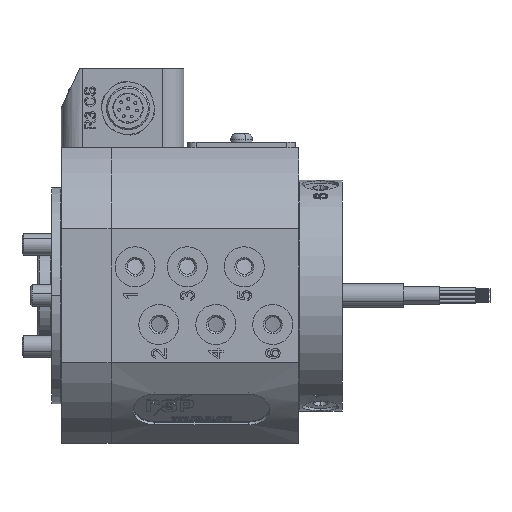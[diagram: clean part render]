
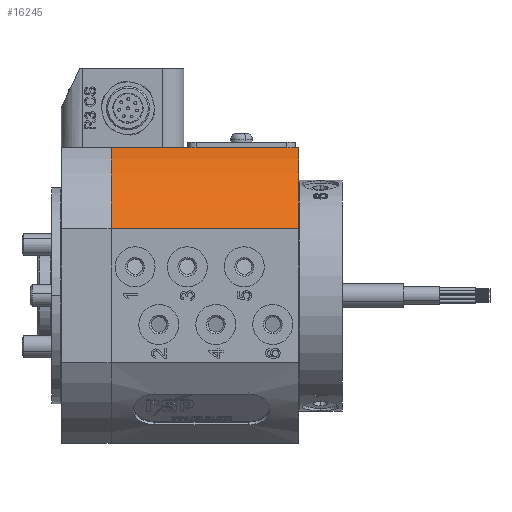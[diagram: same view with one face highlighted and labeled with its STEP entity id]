
A CAD part, left-side view. The second image highlights one B-rep face of the part: STEP entity #16245.
In plain terms, the highlighted cylindrical face has radius 45 mm (diameter 90 mm), a partial arc.
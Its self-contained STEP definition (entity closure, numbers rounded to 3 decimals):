
#7537 = CARTESIAN_POINT ( 'NONE',  ( -18.547, -16.4, 41. ) ) ;
#10332 = DIRECTION ( 'NONE',  ( 0., 1., 0. ) ) ;
#12101 = EDGE_LOOP ( 'NONE', ( #57363, #37367, #59525, #50844 ) ) ;
#13152 = CARTESIAN_POINT ( 'NONE',  ( -41., -9.5, 18.547 ) ) ;
#14471 = DIRECTION ( 'NONE',  ( 0., -1., 0. ) ) ;
#14509 = VERTEX_POINT ( 'NONE', #30385 ) ;
#14615 = LINE ( 'NONE', #44704, #43021 ) ;
#16245 = ADVANCED_FACE ( 'NONE', ( #38608 ), #63846, .T. ) ;
#16901 = AXIS2_PLACEMENT_3D ( 'NONE', #40506, #10332, #45606 ) ;
#18184 = DIRECTION ( 'NONE',  ( 0., 1., 0. ) ) ;
#19407 = DIRECTION ( 'NONE',  ( 0., 0., 1. ) ) ;
#19850 = EDGE_CURVE ( 'NONE', #53063, #14509, #14615, .T. ) ;
#20570 = CARTESIAN_POINT ( 'NONE',  ( 0., -16.4, 0. ) ) ;
#25628 = DIRECTION ( 'NONE',  ( 0., 0., 1. ) ) ;
#25666 = CARTESIAN_POINT ( 'NONE',  ( -41., -68.4, 18.547 ) ) ;
#27351 = CIRCLE ( 'NONE', #16901, 45. ) ;
#30385 = CARTESIAN_POINT ( 'NONE',  ( -18.547, -68.4, 41. ) ) ;
#31727 = EDGE_CURVE ( 'NONE', #50214, #53063, #44364, .T. ) ;
#33533 = CARTESIAN_POINT ( 'NONE',  ( -41., -16.4, 18.547 ) ) ;
#34566 = DIRECTION ( 'NONE',  ( 0., 1., 0. ) ) ;
#37367 = ORIENTED_EDGE ( 'NONE', *, *, #61966, .T. ) ;
#38608 = FACE_OUTER_BOUND ( 'NONE', #12101, .T. ) ;
#40506 = CARTESIAN_POINT ( 'NONE',  ( 0., -68.4, 0. ) ) ;
#43021 = VECTOR ( 'NONE', #14471, 1000. ) ;
#44364 = CIRCLE ( 'NONE', #45284, 45. ) ;
#44704 = CARTESIAN_POINT ( 'NONE',  ( -18.547, -9.5, 41. ) ) ;
#44727 = LINE ( 'NONE', #13152, #56549 ) ;
#45284 = AXIS2_PLACEMENT_3D ( 'NONE', #20570, #55853, #25628 ) ;
#45606 = DIRECTION ( 'NONE',  ( 0., 0., 1. ) ) ;
#46902 = AXIS2_PLACEMENT_3D ( 'NONE', #54663, #34566, #19407 ) ;
#49860 = VERTEX_POINT ( 'NONE', #25666 ) ;
#50214 = VERTEX_POINT ( 'NONE', #33533 ) ;
#50844 = ORIENTED_EDGE ( 'NONE', *, *, #31727, .F. ) ;
#53063 = VERTEX_POINT ( 'NONE', #7537 ) ;
#54663 = CARTESIAN_POINT ( 'NONE',  ( 0., -9.5, 0. ) ) ;
#55853 = DIRECTION ( 'NONE',  ( 0., 1., 0. ) ) ;
#56549 = VECTOR ( 'NONE', #18184, 1000. ) ;
#57363 = ORIENTED_EDGE ( 'NONE', *, *, #62292, .F. ) ;
#59525 = ORIENTED_EDGE ( 'NONE', *, *, #19850, .F. ) ;
#61966 = EDGE_CURVE ( 'NONE', #49860, #14509, #27351, .T. ) ;
#62292 = EDGE_CURVE ( 'NONE', #49860, #50214, #44727, .T. ) ;
#63846 = CYLINDRICAL_SURFACE ( 'NONE', #46902, 45. ) ;
